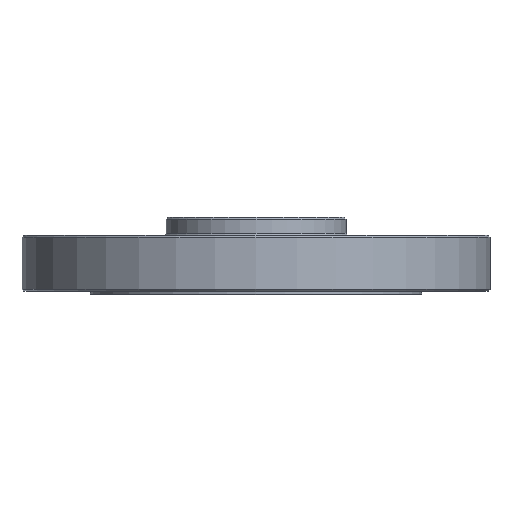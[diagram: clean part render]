
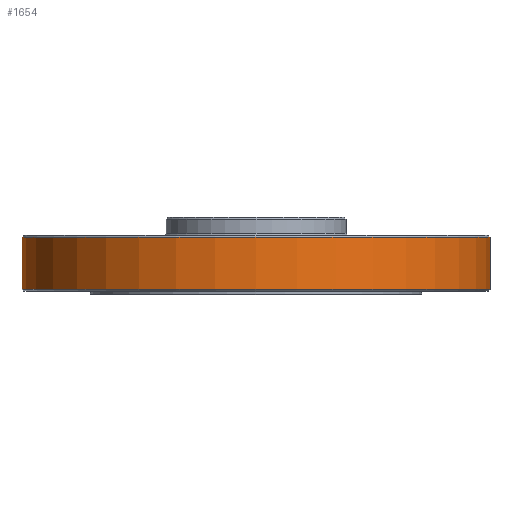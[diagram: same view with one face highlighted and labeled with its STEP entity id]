
A CAD part, front view. The second image highlights one B-rep face of the part: STEP entity #1654.
In plain terms, the highlighted cylindrical face has radius 65 mm (diameter 130 mm), a partial arc.
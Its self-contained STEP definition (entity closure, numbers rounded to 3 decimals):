
#1573=CARTESIAN_POINT('Vertex',(65.,0.,-15.)) ;
#1576=CARTESIAN_POINT('Axis2P3D Location',(0.,0.,-15.)) ;
#1580=CARTESIAN_POINT('Vertex',(-65.,0.,-15.)) ;
#1624=CARTESIAN_POINT('Axis2P3D Location',(0.,0.,-7.75)) ;
#1629=CARTESIAN_POINT('Line Origine',(-65.,0.,-7.75)) ;
#1633=CARTESIAN_POINT('Vertex',(-65.,0.,-0.5)) ;
#1636=CARTESIAN_POINT('Line Origine',(65.,0.,-7.75)) ;
#1640=CARTESIAN_POINT('Vertex',(65.,0.,-0.5)) ;
#1643=CARTESIAN_POINT('Axis2P3D Location',(0.,0.,-0.5)) ;
#1631=VECTOR('Line Direction',#1630,1.) ;
#1638=VECTOR('Line Direction',#1637,1.) ;
#1577=DIRECTION('Axis2P3D Direction',(0.,0.,-1.)) ;
#1625=DIRECTION('Axis2P3D Direction',(0.,0.,-1.)) ;
#1626=DIRECTION('Axis2P3D XDirection',(-1.,0.,0.)) ;
#1630=DIRECTION('Vector Direction',(0.,0.,-1.)) ;
#1637=DIRECTION('Vector Direction',(0.,0.,-1.)) ;
#1644=DIRECTION('Axis2P3D Direction',(0.,0.,-1.)) ;
#1578=AXIS2_PLACEMENT_3D('Circle Axis2P3D',#1576,#1577,$) ;
#1627=AXIS2_PLACEMENT_3D('Cylinder Axis2P3D',#1624,#1625,#1626) ;
#1645=AXIS2_PLACEMENT_3D('Circle Axis2P3D',#1643,#1644,$) ;
#1632=LINE('Line',#1629,#1631) ;
#1639=LINE('Line',#1636,#1638) ;
#1579=CIRCLE('generated circle',#1578,65.) ;
#1646=CIRCLE('generated circle',#1645,65.) ;
#1628=CYLINDRICAL_SURFACE('generated cylinder',#1627,65.) ;
#1582=EDGE_CURVE('',#1574,#1581,#1579,.T.) ;
#1635=EDGE_CURVE('',#1634,#1581,#1632,.T.) ;
#1642=EDGE_CURVE('',#1641,#1574,#1639,.T.) ;
#1647=EDGE_CURVE('',#1641,#1634,#1646,.T.) ;
#1648=EDGE_LOOP('',(#1649,#1650,#1651,#1652)) ;
#1649=ORIENTED_EDGE('',*,*,#1635,.T.) ;
#1650=ORIENTED_EDGE('',*,*,#1582,.F.) ;
#1651=ORIENTED_EDGE('',*,*,#1642,.F.) ;
#1652=ORIENTED_EDGE('',*,*,#1647,.T.) ;
#1574=VERTEX_POINT('',#1573) ;
#1581=VERTEX_POINT('',#1580) ;
#1634=VERTEX_POINT('',#1633) ;
#1641=VERTEX_POINT('',#1640) ;
#1654=ADVANCED_FACE('CALE_PART_XU',(#1653),#1628,.T.) ;
#1653=FACE_OUTER_BOUND('',#1648,.T.) ;
